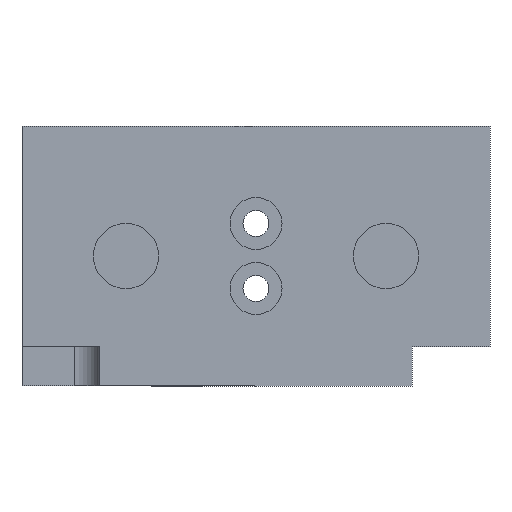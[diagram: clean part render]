
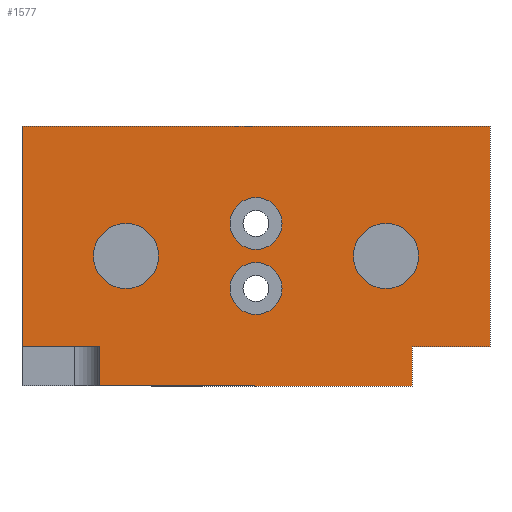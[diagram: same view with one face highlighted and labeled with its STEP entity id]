
A CAD part, front view. The second image highlights one B-rep face of the part: STEP entity #1577.
In plain terms, the highlighted planar face has unit normal (0, -1, 0).
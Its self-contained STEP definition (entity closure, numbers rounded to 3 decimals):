
#24 = LINE ( 'NONE', #851, #999 ) ;
#45 = ORIENTED_EDGE ( 'NONE', *, *, #1243, .F. ) ;
#50 = FACE_BOUND ( 'NONE', #609, .T. ) ;
#54 = EDGE_CURVE ( 'NONE', #388, #841, #24, .T. ) ;
#74 = EDGE_CURVE ( 'NONE', #1554, #1068, #1489, .T. ) ;
#111 = EDGE_CURVE ( 'NONE', #1669, #450, #668, .T. ) ;
#150 = VERTEX_POINT ( 'NONE', #1543 ) ;
#168 = ORIENTED_EDGE ( 'NONE', *, *, #1741, .T. ) ;
#170 = VERTEX_POINT ( 'NONE', #1391 ) ;
#171 = CIRCLE ( 'NONE', #472, 2.5 ) ;
#172 = CARTESIAN_POINT ( 'NONE',  ( -18., 0., -5.5 ) ) ;
#175 = VERTEX_POINT ( 'NONE', #1673 ) ;
#187 = EDGE_CURVE ( 'NONE', #450, #1669, #1173, .T. ) ;
#233 = AXIS2_PLACEMENT_3D ( 'NONE', #880, #1974, #749 ) ;
#244 = DIRECTION ( 'NONE',  ( 0., -1., 0. ) ) ;
#246 = DIRECTION ( 'NONE',  ( 0., 0., -1. ) ) ;
#261 = CARTESIAN_POINT ( 'NONE',  ( -28., 0., -12.5 ) ) ;
#264 = DIRECTION ( 'NONE',  ( 0., 0., -1. ) ) ;
#316 = CARTESIAN_POINT ( 'NONE',  ( -18., 0., -10.5 ) ) ;
#318 = LINE ( 'NONE', #645, #1588 ) ;
#325 = EDGE_CURVE ( 'NONE', #170, #1506, #400, .T. ) ;
#348 = CARTESIAN_POINT ( 'NONE',  ( -6., 0., -20. ) ) ;
#353 = CARTESIAN_POINT ( 'NONE',  ( 0., 0., -17. ) ) ;
#370 = AXIS2_PLACEMENT_3D ( 'NONE', #665, #244, #1221 ) ;
#371 = ORIENTED_EDGE ( 'NONE', *, *, #187, .F. ) ;
#388 = VERTEX_POINT ( 'NONE', #1842 ) ;
#400 = CIRCLE ( 'NONE', #1567, 2. ) ;
#435 = CARTESIAN_POINT ( 'NONE',  ( -18., 0., -7.5 ) ) ;
#443 = LINE ( 'NONE', #766, #587 ) ;
#447 = EDGE_CURVE ( 'NONE', #1783, #1810, #1470, .T. ) ;
#450 = VERTEX_POINT ( 'NONE', #316 ) ;
#456 = EDGE_CURVE ( 'NONE', #1506, #170, #602, .T. ) ;
#463 = EDGE_LOOP ( 'NONE', ( #1405, #45 ) ) ;
#472 = AXIS2_PLACEMENT_3D ( 'NONE', #1158, #1788, #848 ) ;
#509 = CARTESIAN_POINT ( 'NONE',  ( -28., 0., -10. ) ) ;
#510 = EDGE_CURVE ( 'NONE', #826, #150, #868, .T. ) ;
#526 = DIRECTION ( 'NONE',  ( 1., 0., 0. ) ) ;
#534 = AXIS2_PLACEMENT_3D ( 'NONE', #509, #802, #1767 ) ;
#587 = VECTOR ( 'NONE', #1670, 1000. ) ;
#602 = CIRCLE ( 'NONE', #1309, 2. ) ;
#609 = EDGE_LOOP ( 'NONE', ( #718, #1798 ) ) ;
#632 = EDGE_CURVE ( 'NONE', #1810, #1783, #171, .T. ) ;
#645 = CARTESIAN_POINT ( 'NONE',  ( -6., 0., -17. ) ) ;
#665 = CARTESIAN_POINT ( 'NONE',  ( -18., 0., -12.5 ) ) ;
#668 = CIRCLE ( 'NONE', #370, 2. ) ;
#690 = DIRECTION ( 'NONE',  ( 0., 1., 0. ) ) ;
#712 = DIRECTION ( 'NONE',  ( 0., 0., 1. ) ) ;
#713 = VERTEX_POINT ( 'NONE', #900 ) ;
#718 = ORIENTED_EDGE ( 'NONE', *, *, #447, .F. ) ;
#749 = DIRECTION ( 'NONE',  ( 0., 0., -1. ) ) ;
#766 = CARTESIAN_POINT ( 'NONE',  ( -30., 0., -17. ) ) ;
#802 = DIRECTION ( 'NONE',  ( 0., -1., 0. ) ) ;
#818 = ORIENTED_EDGE ( 'NONE', *, *, #111, .F. ) ;
#825 = CARTESIAN_POINT ( 'NONE',  ( -30., 0., -20. ) ) ;
#826 = VERTEX_POINT ( 'NONE', #1873 ) ;
#839 = PLANE ( 'NONE',  #1194 ) ;
#841 = VERTEX_POINT ( 'NONE', #1526 ) ;
#848 = DIRECTION ( 'NONE',  ( 0., 0., -1. ) ) ;
#851 = CARTESIAN_POINT ( 'NONE',  ( 0., 0., 0. ) ) ;
#868 = CIRCLE ( 'NONE', #1245, 2.5 ) ;
#880 = CARTESIAN_POINT ( 'NONE',  ( -18., 0., -12.5 ) ) ;
#896 = LINE ( 'NONE', #1995, #1296 ) ;
#900 = CARTESIAN_POINT ( 'NONE',  ( -6., 0., -17. ) ) ;
#951 = DIRECTION ( 'NONE',  ( 0., -1., 0. ) ) ;
#982 = CARTESIAN_POINT ( 'NONE',  ( -18., 0., -7.5 ) ) ;
#999 = VECTOR ( 'NONE', #526, 1000. ) ;
#1005 = FACE_OUTER_BOUND ( 'NONE', #1146, .T. ) ;
#1009 = LINE ( 'NONE', #353, #2055 ) ;
#1023 = ORIENTED_EDGE ( 'NONE', *, *, #2045, .F. ) ;
#1024 = FACE_BOUND ( 'NONE', #1098, .T. ) ;
#1037 = ORIENTED_EDGE ( 'NONE', *, *, #1186, .F. ) ;
#1047 = VECTOR ( 'NONE', #1063, 1000. ) ;
#1063 = DIRECTION ( 'NONE',  ( 0., 0., 1. ) ) ;
#1068 = VERTEX_POINT ( 'NONE', #825 ) ;
#1077 = CARTESIAN_POINT ( 'NONE',  ( -36., 0., 0. ) ) ;
#1079 = CARTESIAN_POINT ( 'NONE',  ( -36., 0., -17. ) ) ;
#1098 = EDGE_LOOP ( 'NONE', ( #1867, #1323 ) ) ;
#1146 = EDGE_LOOP ( 'NONE', ( #1712, #1216, #1023, #1747, #1314, #1037, #1462, #168 ) ) ;
#1158 = CARTESIAN_POINT ( 'NONE',  ( -28., 0., -10. ) ) ;
#1173 = CIRCLE ( 'NONE', #233, 2. ) ;
#1185 = CARTESIAN_POINT ( 'NONE',  ( -18., 0., -14.5 ) ) ;
#1186 = EDGE_CURVE ( 'NONE', #2018, #388, #2016, .T. ) ;
#1194 = AXIS2_PLACEMENT_3D ( 'NONE', #1352, #690, #712 ) ;
#1216 = ORIENTED_EDGE ( 'NONE', *, *, #1943, .F. ) ;
#1221 = DIRECTION ( 'NONE',  ( 0., 0., -1. ) ) ;
#1223 = DIRECTION ( 'NONE',  ( 0., -1., 0. ) ) ;
#1240 = EDGE_CURVE ( 'NONE', #841, #175, #896, .T. ) ;
#1243 = EDGE_CURVE ( 'NONE', #150, #826, #1789, .T. ) ;
#1245 = AXIS2_PLACEMENT_3D ( 'NONE', #1779, #1427, #1459 ) ;
#1269 = VERTEX_POINT ( 'NONE', #1876 ) ;
#1287 = DIRECTION ( 'NONE',  ( 0., 0., -1. ) ) ;
#1296 = VECTOR ( 'NONE', #246, 1000. ) ;
#1309 = AXIS2_PLACEMENT_3D ( 'NONE', #982, #951, #1438 ) ;
#1314 = ORIENTED_EDGE ( 'NONE', *, *, #54, .F. ) ;
#1320 = CARTESIAN_POINT ( 'NONE',  ( -36., 0., -17. ) ) ;
#1323 = ORIENTED_EDGE ( 'NONE', *, *, #456, .F. ) ;
#1352 = CARTESIAN_POINT ( 'NONE',  ( 0., 0., 0. ) ) ;
#1360 = LINE ( 'NONE', #1079, #1689 ) ;
#1391 = CARTESIAN_POINT ( 'NONE',  ( -18., 0., -9.5 ) ) ;
#1396 = DIRECTION ( 'NONE',  ( -1., 0., 0. ) ) ;
#1405 = ORIENTED_EDGE ( 'NONE', *, *, #510, .F. ) ;
#1427 = DIRECTION ( 'NONE',  ( 0., -1., 0. ) ) ;
#1438 = DIRECTION ( 'NONE',  ( 0., 0., -1. ) ) ;
#1455 = EDGE_LOOP ( 'NONE', ( #818, #371 ) ) ;
#1459 = DIRECTION ( 'NONE',  ( 0., 0., -1. ) ) ;
#1462 = ORIENTED_EDGE ( 'NONE', *, *, #1749, .F. ) ;
#1470 = CIRCLE ( 'NONE', #534, 2.5 ) ;
#1489 = LINE ( 'NONE', #1781, #1664 ) ;
#1500 = DIRECTION ( 'NONE',  ( -1., 0., 0. ) ) ;
#1505 = FACE_BOUND ( 'NONE', #1455, .T. ) ;
#1506 = VERTEX_POINT ( 'NONE', #172 ) ;
#1519 = CARTESIAN_POINT ( 'NONE',  ( -8., 0., -10. ) ) ;
#1526 = CARTESIAN_POINT ( 'NONE',  ( 0., 0., 0. ) ) ;
#1527 = DIRECTION ( 'NONE',  ( 0., -1., 0. ) ) ;
#1543 = CARTESIAN_POINT ( 'NONE',  ( -8., 0., -7.5 ) ) ;
#1554 = VERTEX_POINT ( 'NONE', #348 ) ;
#1567 = AXIS2_PLACEMENT_3D ( 'NONE', #435, #1527, #264 ) ;
#1577 = ADVANCED_FACE ( 'NONE', ( #1505, #1024, #1959, #50, #1005 ), #839, .F. ) ;
#1588 = VECTOR ( 'NONE', #1287, 1000. ) ;
#1623 = DIRECTION ( 'NONE',  ( -1., 0., 0. ) ) ;
#1664 = VECTOR ( 'NONE', #1500, 1000. ) ;
#1669 = VERTEX_POINT ( 'NONE', #1185 ) ;
#1670 = DIRECTION ( 'NONE',  ( 0., 0., -1. ) ) ;
#1673 = CARTESIAN_POINT ( 'NONE',  ( 0., 0., -17. ) ) ;
#1689 = VECTOR ( 'NONE', #1396, 1000. ) ;
#1712 = ORIENTED_EDGE ( 'NONE', *, *, #74, .F. ) ;
#1741 = EDGE_CURVE ( 'NONE', #1269, #1068, #443, .T. ) ;
#1747 = ORIENTED_EDGE ( 'NONE', *, *, #1240, .F. ) ;
#1749 = EDGE_CURVE ( 'NONE', #1269, #2018, #1360, .T. ) ;
#1767 = DIRECTION ( 'NONE',  ( 0., 0., -1. ) ) ;
#1779 = CARTESIAN_POINT ( 'NONE',  ( -8., 0., -10. ) ) ;
#1781 = CARTESIAN_POINT ( 'NONE',  ( 0., 0., -20. ) ) ;
#1783 = VERTEX_POINT ( 'NONE', #261 ) ;
#1788 = DIRECTION ( 'NONE',  ( 0., -1., 0. ) ) ;
#1789 = CIRCLE ( 'NONE', #1922, 2.5 ) ;
#1798 = ORIENTED_EDGE ( 'NONE', *, *, #632, .F. ) ;
#1810 = VERTEX_POINT ( 'NONE', #1858 ) ;
#1842 = CARTESIAN_POINT ( 'NONE',  ( -36., 0., 0. ) ) ;
#1856 = DIRECTION ( 'NONE',  ( 0., 0., -1. ) ) ;
#1858 = CARTESIAN_POINT ( 'NONE',  ( -28., 0., -7.5 ) ) ;
#1867 = ORIENTED_EDGE ( 'NONE', *, *, #325, .F. ) ;
#1873 = CARTESIAN_POINT ( 'NONE',  ( -8., 0., -12.5 ) ) ;
#1876 = CARTESIAN_POINT ( 'NONE',  ( -30., 0., -17. ) ) ;
#1922 = AXIS2_PLACEMENT_3D ( 'NONE', #1519, #1223, #1856 ) ;
#1943 = EDGE_CURVE ( 'NONE', #713, #1554, #318, .T. ) ;
#1959 = FACE_BOUND ( 'NONE', #463, .T. ) ;
#1974 = DIRECTION ( 'NONE',  ( 0., -1., 0. ) ) ;
#1995 = CARTESIAN_POINT ( 'NONE',  ( 0., 0., 0. ) ) ;
#2016 = LINE ( 'NONE', #1077, #1047 ) ;
#2018 = VERTEX_POINT ( 'NONE', #1320 ) ;
#2045 = EDGE_CURVE ( 'NONE', #175, #713, #1009, .T. ) ;
#2055 = VECTOR ( 'NONE', #1623, 1000. ) ;
